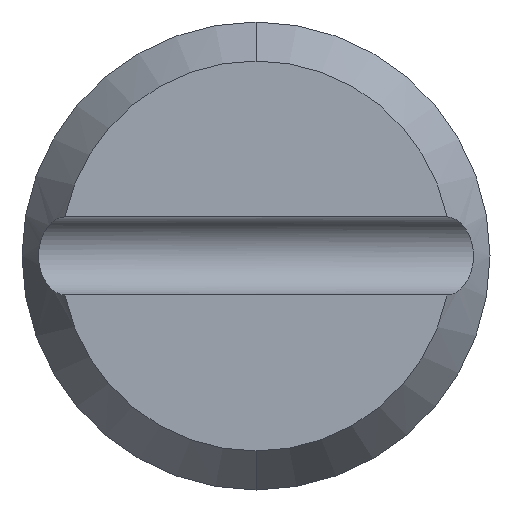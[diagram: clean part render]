
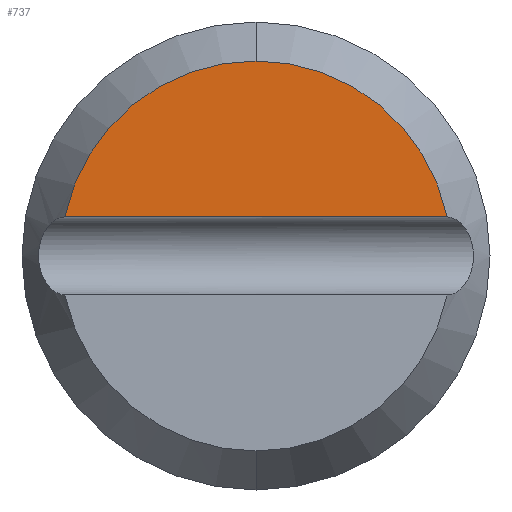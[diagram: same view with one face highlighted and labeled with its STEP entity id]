
A CAD part, front view. The second image highlights one B-rep face of the part: STEP entity #737.
In plain terms, the highlighted planar face has unit normal (0, -1, 0).
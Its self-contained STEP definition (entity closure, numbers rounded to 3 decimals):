
#90 = EDGE_CURVE ( 'NONE', #666, #428, #765, .T. ) ;
#113 = DIRECTION ( 'NONE',  ( 0., -1., 0. ) ) ;
#197 = DIRECTION ( 'NONE',  ( 1., 0., 0. ) ) ;
#199 = FACE_OUTER_BOUND ( 'NONE', #208, .T. ) ;
#208 = EDGE_LOOP ( 'NONE', ( #294, #302, #669 ) ) ;
#236 = AXIS2_PLACEMENT_3D ( 'NONE', #398, #632, #450 ) ;
#249 = CARTESIAN_POINT ( 'NONE',  ( 0., 0., 5. ) ) ;
#294 = ORIENTED_EDGE ( 'NONE', *, *, #433, .T. ) ;
#302 = ORIENTED_EDGE ( 'NONE', *, *, #90, .T. ) ;
#334 = CIRCLE ( 'NONE', #236, 5. ) ;
#356 = AXIS2_PLACEMENT_3D ( 'NONE', #451, #113, #698 ) ;
#363 = EDGE_CURVE ( 'NONE', #428, #602, #496, .T. ) ;
#389 = DIRECTION ( 'NONE',  ( 0., 1., 0. ) ) ;
#398 = CARTESIAN_POINT ( 'NONE',  ( 0., 0., 0. ) ) ;
#428 = VERTEX_POINT ( 'NONE', #702 ) ;
#433 = EDGE_CURVE ( 'NONE', #602, #666, #334, .T. ) ;
#441 = AXIS2_PLACEMENT_3D ( 'NONE', #687, #389, #563 ) ;
#450 = DIRECTION ( 'NONE',  ( 0., 0., 1. ) ) ;
#451 = CARTESIAN_POINT ( 'NONE',  ( 0., 0., 0. ) ) ;
#467 = VECTOR ( 'NONE', #197, 1000. ) ;
#496 = LINE ( 'NONE', #747, #467 ) ;
#511 = PLANE ( 'NONE',  #441 ) ;
#563 = DIRECTION ( 'NONE',  ( 0., 0., 1. ) ) ;
#602 = VERTEX_POINT ( 'NONE', #732 ) ;
#632 = DIRECTION ( 'NONE',  ( 0., -1., 0. ) ) ;
#666 = VERTEX_POINT ( 'NONE', #249 ) ;
#669 = ORIENTED_EDGE ( 'NONE', *, *, #363, .T. ) ;
#687 = CARTESIAN_POINT ( 'NONE',  ( 0., 0., 0. ) ) ;
#698 = DIRECTION ( 'NONE',  ( 0., 0., 1. ) ) ;
#702 = CARTESIAN_POINT ( 'NONE',  ( -4.899, 0., 1. ) ) ;
#732 = CARTESIAN_POINT ( 'NONE',  ( 4.899, 0., 1. ) ) ;
#737 = ADVANCED_FACE ( 'NONE', ( #199 ), #511, .F. ) ;
#747 = CARTESIAN_POINT ( 'NONE',  ( -6., 0., 1. ) ) ;
#765 = CIRCLE ( 'NONE', #356, 5. ) ;
